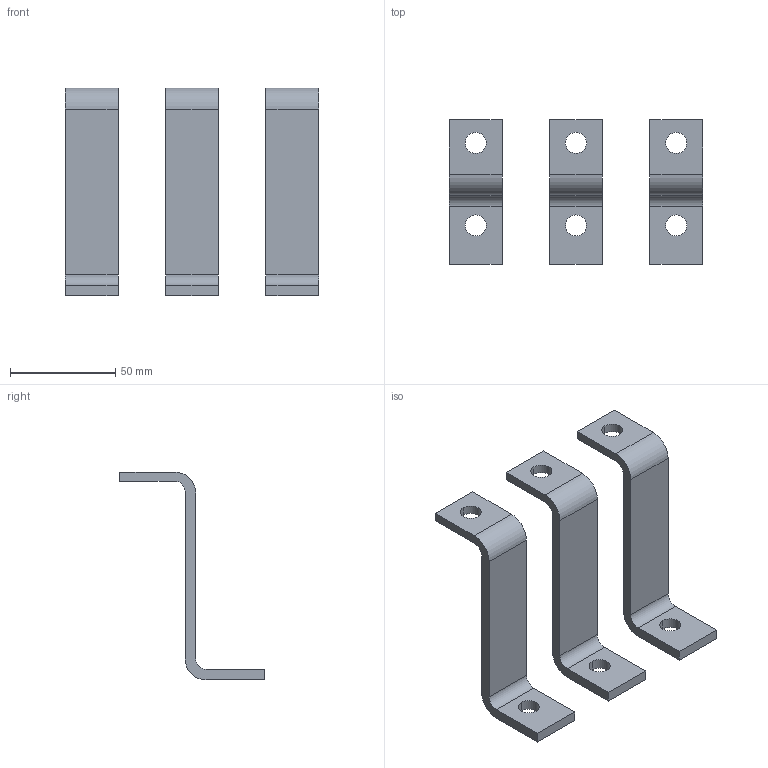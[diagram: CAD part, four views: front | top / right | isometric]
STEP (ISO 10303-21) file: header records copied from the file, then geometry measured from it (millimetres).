
FILE_DESCRIPTION((''),'2;1');
FILE_NAME('3d_11G375.stp','2012-10-03T09:34:33',(''),(''),'Mechanical Desktop 2011','Mechanical Desktop 2011',', , ');
FILE_SCHEMA(('CONFIG_CONTROL_DESIGN'));
Length unit declared in the file: millimetre
Products named in the file (1): Product
Bounding box: 120 x 68.47 x 98.51 mm (x, y, z)
Volume: 54516.9 mm3; surface area: 28553.1 mm2
Topology: 3 solids, 3 shells, 54 faces, 156 edges, 108 vertices
Faces by surface type: plane 30, cylinder 24
Entity records: 1931 total; most frequent: DIRECTION 326, CARTESIAN_POINT 319, ORIENTED_EDGE 312, EDGE_CURVE 156, AXIS2_PLACEMENT_3D 115, VERTEX_POINT 108, VECTOR 96, LINE 96
